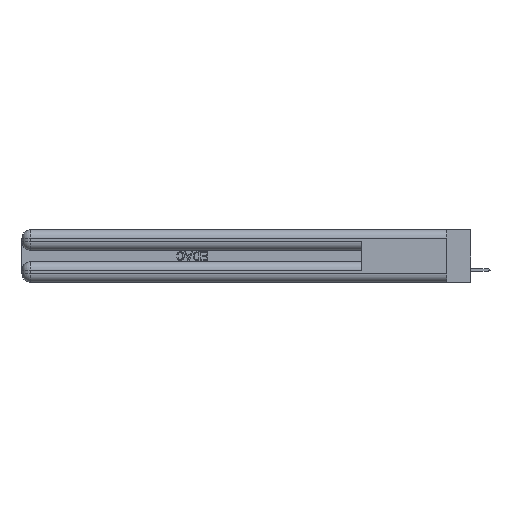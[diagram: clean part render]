
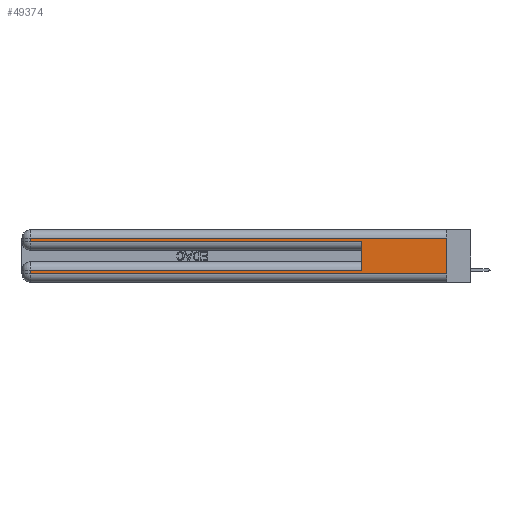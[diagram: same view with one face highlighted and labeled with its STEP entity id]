
A CAD part, left-side view. The second image highlights one B-rep face of the part: STEP entity #49374.
In plain terms, the highlighted planar face has unit normal (-1, 0, 0).
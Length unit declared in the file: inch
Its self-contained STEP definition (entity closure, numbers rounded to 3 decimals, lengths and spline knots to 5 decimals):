
#116 = LINE ( 'NONE', #51162, #39325 ) ;
#930 = CARTESIAN_POINT ( 'NONE',  ( 0., 0., 0.285 ) ) ;
#1812 = DIRECTION ( 'NONE',  ( 0., 0., 1. ) ) ;
#2227 = ORIENTED_EDGE ( 'NONE', *, *, #30885, .F. ) ;
#2789 = VERTEX_POINT ( 'NONE', #38659 ) ;
#3012 = LINE ( 'NONE', #11065, #38678 ) ;
#3090 = ORIENTED_EDGE ( 'NONE', *, *, #19829, .F. ) ;
#3348 = DIRECTION ( 'NONE',  ( 0., 0., -1. ) ) ;
#3395 = CARTESIAN_POINT ( 'NONE',  ( 0., 0.6, 0.285 ) ) ;
#5100 = EDGE_CURVE ( 'NONE', #27886, #48955, #116, .T. ) ;
#6435 = VERTEX_POINT ( 'NONE', #27848 ) ;
#6835 = EDGE_CURVE ( 'NONE', #6435, #27886, #47496, .T. ) ;
#8708 = VERTEX_POINT ( 'NONE', #10580 ) ;
#9186 = DIRECTION ( 'NONE',  ( 0., -1., 0. ) ) ;
#10580 = CARTESIAN_POINT ( 'NONE',  ( 0., 0., 0.06 ) ) ;
#11065 = CARTESIAN_POINT ( 'NONE',  ( 0., 0., 0.37 ) ) ;
#11141 = FACE_OUTER_BOUND ( 'NONE', #32782, .T. ) ;
#11161 = VECTOR ( 'NONE', #42818, 39.37008 ) ;
#11277 = CARTESIAN_POINT ( 'NONE',  ( 0., 2.94, 0.31 ) ) ;
#12288 = ORIENTED_EDGE ( 'NONE', *, *, #6835, .T. ) ;
#12709 = VERTEX_POINT ( 'NONE', #3395 ) ;
#12885 = CARTESIAN_POINT ( 'NONE',  ( 0., 0., 0.06 ) ) ;
#13306 = CARTESIAN_POINT ( 'NONE',  ( 0., 0., 0.31 ) ) ;
#13877 = LINE ( 'NONE', #17498, #49008 ) ;
#14311 = ORIENTED_EDGE ( 'NONE', *, *, #31719, .T. ) ;
#14586 = CARTESIAN_POINT ( 'NONE',  ( 0., 2.94, 0.085 ) ) ;
#14972 = EDGE_CURVE ( 'NONE', #22893, #16822, #13877, .T. ) ;
#15480 = VECTOR ( 'NONE', #20523, 39.37008 ) ;
#15866 = CARTESIAN_POINT ( 'NONE',  ( 0., 0., 0.085 ) ) ;
#16822 = VERTEX_POINT ( 'NONE', #11277 ) ;
#17498 = CARTESIAN_POINT ( 'NONE',  ( 0., 0., 0.31 ) ) ;
#18411 = ORIENTED_EDGE ( 'NONE', *, *, #14972, .T. ) ;
#19634 = LINE ( 'NONE', #12885, #27726 ) ;
#19829 = EDGE_CURVE ( 'NONE', #22893, #8708, #3012, .T. ) ;
#20523 = DIRECTION ( 'NONE',  ( 0., 1., 0. ) ) ;
#22893 = VERTEX_POINT ( 'NONE', #13306 ) ;
#23100 = CARTESIAN_POINT ( 'NONE',  ( 0., 2.94, 0.06 ) ) ;
#23708 = DIRECTION ( 'NONE',  ( 0., 0., -1. ) ) ;
#23914 = LINE ( 'NONE', #27029, #11161 ) ;
#25647 = CARTESIAN_POINT ( 'NONE',  ( 0., 0.6, 0.145 ) ) ;
#26938 = PLANE ( 'NONE',  #48725 ) ;
#27029 = CARTESIAN_POINT ( 'NONE',  ( 0., 2.94, 0.37 ) ) ;
#27726 = VECTOR ( 'NONE', #40098, 39.37008 ) ;
#27848 = CARTESIAN_POINT ( 'NONE',  ( 0., 0.6, 0.085 ) ) ;
#27886 = VERTEX_POINT ( 'NONE', #14586 ) ;
#29108 = ORIENTED_EDGE ( 'NONE', *, *, #5100, .T. ) ;
#30885 = EDGE_CURVE ( 'NONE', #6435, #12709, #48713, .T. ) ;
#31258 = DIRECTION ( 'NONE',  ( 0., 0., -1. ) ) ;
#31719 = EDGE_CURVE ( 'NONE', #2789, #12709, #49368, .T. ) ;
#32782 = EDGE_LOOP ( 'NONE', ( #3090, #18411, #48481, #14311, #2227, #12288, #29108, #44652 ) ) ;
#35908 = VECTOR ( 'NONE', #1812, 39.37008 ) ;
#38659 = CARTESIAN_POINT ( 'NONE',  ( 0., 2.94, 0.285 ) ) ;
#38678 = VECTOR ( 'NONE', #31258, 39.37008 ) ;
#38835 = DIRECTION ( 'NONE',  ( 1., 0., 0. ) ) ;
#39325 = VECTOR ( 'NONE', #23708, 39.37008 ) ;
#40098 = DIRECTION ( 'NONE',  ( 0., -1., 0. ) ) ;
#41096 = VECTOR ( 'NONE', #9186, 39.37008 ) ;
#41342 = DIRECTION ( 'NONE',  ( 0., 1., 0. ) ) ;
#42818 = DIRECTION ( 'NONE',  ( 0., 0., -1. ) ) ;
#42981 = EDGE_CURVE ( 'NONE', #16822, #2789, #23914, .T. ) ;
#43324 = EDGE_CURVE ( 'NONE', #48955, #8708, #19634, .T. ) ;
#44652 = ORIENTED_EDGE ( 'NONE', *, *, #43324, .T. ) ;
#47496 = LINE ( 'NONE', #15866, #15480 ) ;
#48481 = ORIENTED_EDGE ( 'NONE', *, *, #42981, .T. ) ;
#48713 = LINE ( 'NONE', #25647, #35908 ) ;
#48725 = AXIS2_PLACEMENT_3D ( 'NONE', #50779, #38835, #3348 ) ;
#48955 = VERTEX_POINT ( 'NONE', #23100 ) ;
#49008 = VECTOR ( 'NONE', #41342, 39.37008 ) ;
#49368 = LINE ( 'NONE', #930, #41096 ) ;
#49374 = ADVANCED_FACE ( 'NONE', ( #11141 ), #26938, .F. ) ;
#50779 = CARTESIAN_POINT ( 'NONE',  ( 0., 0., 0.37 ) ) ;
#51162 = CARTESIAN_POINT ( 'NONE',  ( 0., 2.94, 0.37 ) ) ;
